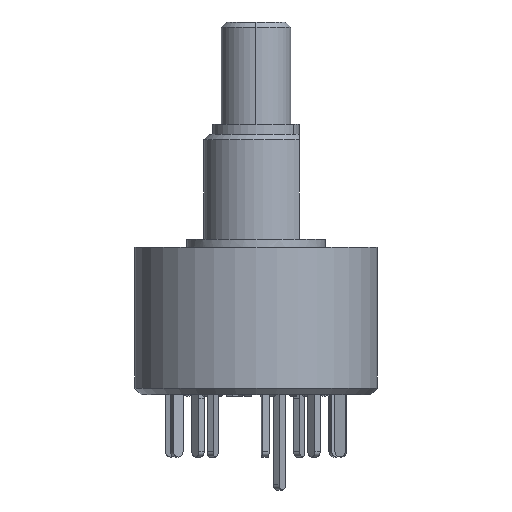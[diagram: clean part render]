
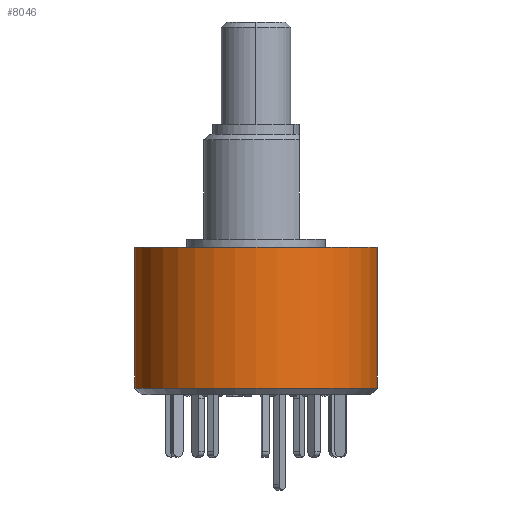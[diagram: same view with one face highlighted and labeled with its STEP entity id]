
A CAD part, left-side view. The second image highlights one B-rep face of the part: STEP entity #8046.
In plain terms, the highlighted cylindrical face has radius 7 mm (diameter 14 mm), a partial arc.
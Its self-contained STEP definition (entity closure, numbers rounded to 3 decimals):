
#51 = CARTESIAN_POINT ( 'NONE',  ( 0., 0., -0.45 ) ) ;
#61 = CARTESIAN_POINT ( 'NONE',  ( 0., 7., -0.45 ) ) ;
#488 = VECTOR ( 'NONE', #8800, 1000. ) ;
#674 = EDGE_CURVE ( 'NONE', #8387, #11721, #11409, .T. ) ;
#986 = VERTEX_POINT ( 'NONE', #2352 ) ;
#1088 = DIRECTION ( 'NONE',  ( 0., 0., 1. ) ) ;
#1630 = CARTESIAN_POINT ( 'NONE',  ( 0., -7., -0.45 ) ) ;
#1794 = VECTOR ( 'NONE', #7523, 1000. ) ;
#2290 = CARTESIAN_POINT ( 'NONE',  ( 0., 0., -0.45 ) ) ;
#2352 = CARTESIAN_POINT ( 'NONE',  ( 0., -7., -8.574 ) ) ;
#2810 = VERTEX_POINT ( 'NONE', #1630 ) ;
#4366 = AXIS2_PLACEMENT_3D ( 'NONE', #51, #8601, #6054 ) ;
#4654 = DIRECTION ( 'NONE',  ( 0., -1., 0. ) ) ;
#4690 = ORIENTED_EDGE ( 'NONE', *, *, #8868, .T. ) ;
#4768 = ORIENTED_EDGE ( 'NONE', *, *, #10533, .F. ) ;
#5143 = EDGE_CURVE ( 'NONE', #2810, #986, #9106, .T. ) ;
#6054 = DIRECTION ( 'NONE',  ( 0., 1., 0. ) ) ;
#6710 = ORIENTED_EDGE ( 'NONE', *, *, #674, .T. ) ;
#7280 = EDGE_LOOP ( 'NONE', ( #12876, #4768, #6710, #4690 ) ) ;
#7523 = DIRECTION ( 'NONE',  ( 0., 0., -1. ) ) ;
#8046 = ADVANCED_FACE ( 'NONE', ( #9723 ), #12949, .T. ) ;
#8387 = VERTEX_POINT ( 'NONE', #13530 ) ;
#8601 = DIRECTION ( 'NONE',  ( 0., 0., -1. ) ) ;
#8800 = DIRECTION ( 'NONE',  ( 0., 0., -1. ) ) ;
#8820 = DIRECTION ( 'NONE',  ( 0., 0., 1. ) ) ;
#8868 = EDGE_CURVE ( 'NONE', #11721, #986, #15323, .T. ) ;
#9106 = LINE ( 'NONE', #12344, #488 ) ;
#9723 = FACE_OUTER_BOUND ( 'NONE', #7280, .T. ) ;
#10533 = EDGE_CURVE ( 'NONE', #8387, #2810, #15028, .T. ) ;
#11266 = DIRECTION ( 'NONE',  ( 0., -1., 0. ) ) ;
#11409 = LINE ( 'NONE', #61, #1794 ) ;
#11721 = VERTEX_POINT ( 'NONE', #13923 ) ;
#12344 = CARTESIAN_POINT ( 'NONE',  ( 0., -7., -0.45 ) ) ;
#12636 = CARTESIAN_POINT ( 'NONE',  ( 0., 0., -8.574 ) ) ;
#12749 = AXIS2_PLACEMENT_3D ( 'NONE', #2290, #1088, #4654 ) ;
#12876 = ORIENTED_EDGE ( 'NONE', *, *, #5143, .F. ) ;
#12949 = CYLINDRICAL_SURFACE ( 'NONE', #4366, 7. ) ;
#13530 = CARTESIAN_POINT ( 'NONE',  ( 0., 7., -0.45 ) ) ;
#13923 = CARTESIAN_POINT ( 'NONE',  ( 0., 7., -8.574 ) ) ;
#15028 = CIRCLE ( 'NONE', #12749, 7. ) ;
#15046 = AXIS2_PLACEMENT_3D ( 'NONE', #12636, #8820, #11266 ) ;
#15323 = CIRCLE ( 'NONE', #15046, 7. ) ;
